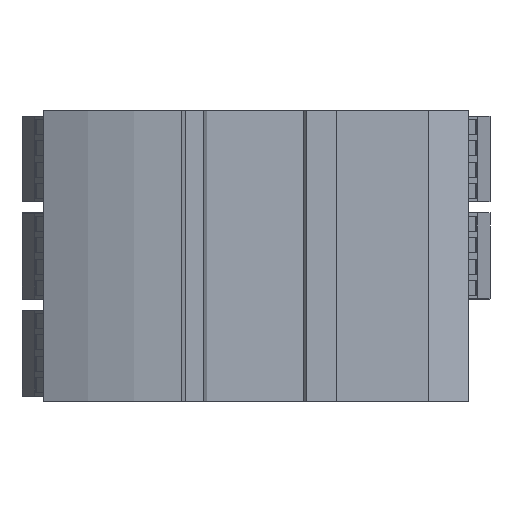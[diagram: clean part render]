
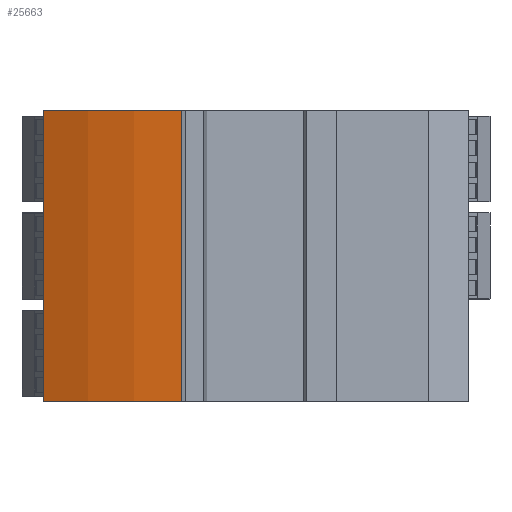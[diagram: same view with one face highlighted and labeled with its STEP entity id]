
A CAD part, left-side view. The second image highlights one B-rep face of the part: STEP entity #25663.
In plain terms, the highlighted cylindrical face has radius 80 mm (diameter 160 mm), a partial arc.
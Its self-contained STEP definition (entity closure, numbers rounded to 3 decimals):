
#215 = CYLINDRICAL_SURFACE ( 'NONE', #67409, 80. ) ;
#3390 = CARTESIAN_POINT ( 'NONE',  ( -33.9, 48.494, -51.567 ) ) ;
#7868 = ORIENTED_EDGE ( 'NONE', *, *, #62191, .F. ) ;
#8475 = VERTEX_POINT ( 'NONE', #88241 ) ;
#13306 = CARTESIAN_POINT ( 'NONE',  ( 33.9, 12.493, 19.875 ) ) ;
#15221 = AXIS2_PLACEMENT_3D ( 'NONE', #115490, #55679, #68258 ) ;
#20270 = CIRCLE ( 'NONE', #15221, 80. ) ;
#22603 = VERTEX_POINT ( 'NONE', #42593 ) ;
#25663 = ADVANCED_FACE ( 'NONE', ( #71805 ), #215, .T. ) ;
#28952 = CARTESIAN_POINT ( 'NONE',  ( 33.9, 48.494, -51.567 ) ) ;
#29774 = EDGE_CURVE ( 'NONE', #22603, #8475, #20270, .T. ) ;
#32875 = DIRECTION ( 'NONE',  ( 1., 0., 0. ) ) ;
#34267 = VECTOR ( 'NONE', #32875, 1000. ) ;
#42593 = CARTESIAN_POINT ( 'NONE',  ( -33.9, 16.399, -60.03 ) ) ;
#48866 = CIRCLE ( 'NONE', #53901, 80. ) ;
#50829 = ORIENTED_EDGE ( 'NONE', *, *, #29774, .T. ) ;
#50964 = ORIENTED_EDGE ( 'NONE', *, *, #83847, .T. ) ;
#53901 = AXIS2_PLACEMENT_3D ( 'NONE', #13306, #63583, #85674 ) ;
#54087 = EDGE_CURVE ( 'NONE', #22603, #145409, #102933, .T. ) ;
#55679 = DIRECTION ( 'NONE',  ( 1., 0., 0. ) ) ;
#59694 = ORIENTED_EDGE ( 'NONE', *, *, #54087, .F. ) ;
#60135 = CARTESIAN_POINT ( 'NONE',  ( 33.9, 16.399, -60.03 ) ) ;
#62191 = EDGE_CURVE ( 'NONE', #145409, #75038, #48866, .T. ) ;
#63583 = DIRECTION ( 'NONE',  ( 1., 0., 0. ) ) ;
#67409 = AXIS2_PLACEMENT_3D ( 'NONE', #97734, #147298, #107999 ) ;
#68258 = DIRECTION ( 'NONE',  ( 0., 0.049, -0.999 ) ) ;
#71805 = FACE_OUTER_BOUND ( 'NONE', #124460, .T. ) ;
#75038 = VERTEX_POINT ( 'NONE', #28952 ) ;
#75747 = LINE ( 'NONE', #3390, #86056 ) ;
#80074 = CARTESIAN_POINT ( 'NONE',  ( -33.9, 16.399, -60.03 ) ) ;
#83847 = EDGE_CURVE ( 'NONE', #8475, #75038, #75747, .T. ) ;
#85674 = DIRECTION ( 'NONE',  ( 0., 0.049, -0.999 ) ) ;
#86056 = VECTOR ( 'NONE', #134797, 1000. ) ;
#88241 = CARTESIAN_POINT ( 'NONE',  ( -33.9, 48.494, -51.567 ) ) ;
#97734 = CARTESIAN_POINT ( 'NONE',  ( -33.9, 12.493, 19.875 ) ) ;
#102933 = LINE ( 'NONE', #80074, #34267 ) ;
#107999 = DIRECTION ( 'NONE',  ( 0., 0., -1. ) ) ;
#115490 = CARTESIAN_POINT ( 'NONE',  ( -33.9, 12.493, 19.875 ) ) ;
#124460 = EDGE_LOOP ( 'NONE', ( #50964, #7868, #59694, #50829 ) ) ;
#134797 = DIRECTION ( 'NONE',  ( 1., 0., 0. ) ) ;
#145409 = VERTEX_POINT ( 'NONE', #60135 ) ;
#147298 = DIRECTION ( 'NONE',  ( -1., 0., 0. ) ) ;
